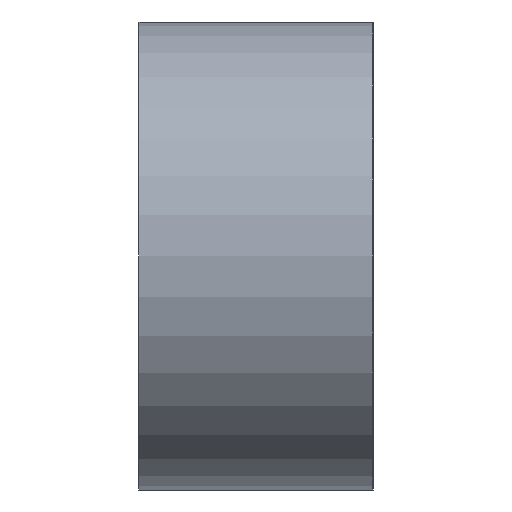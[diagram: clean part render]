
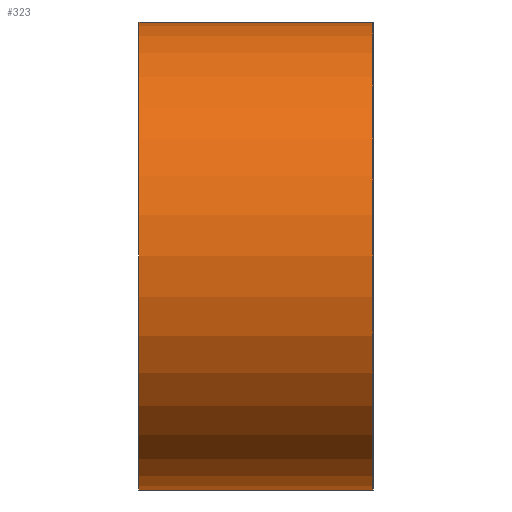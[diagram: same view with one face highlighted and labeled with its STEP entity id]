
A CAD part, left-side view. The second image highlights one B-rep face of the part: STEP entity #323.
In plain terms, the highlighted cylindrical face has radius 4 mm (diameter 8 mm), a partial arc.
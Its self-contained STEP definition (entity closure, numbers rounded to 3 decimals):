
#3 = CARTESIAN_POINT ( 'NONE',  ( -36., 4., -4. ) ) ;
#21 = CARTESIAN_POINT ( 'NONE',  ( -36., 4., -4. ) ) ;
#28 = VECTOR ( 'NONE', #269, 1000. ) ;
#37 = EDGE_CURVE ( 'NONE', #653, #952, #853, .T. ) ;
#168 = EDGE_CURVE ( 'NONE', #445, #952, #327, .T. ) ;
#170 = CARTESIAN_POINT ( 'NONE',  ( -36., 0., 4. ) ) ;
#171 = VECTOR ( 'NONE', #319, 1000. ) ;
#206 = ORIENTED_EDGE ( 'NONE', *, *, #864, .T. ) ;
#265 = ORIENTED_EDGE ( 'NONE', *, *, #37, .F. ) ;
#269 = DIRECTION ( 'NONE',  ( 0., -1., 0. ) ) ;
#319 = DIRECTION ( 'NONE',  ( 0., -1., 0. ) ) ;
#323 = ADVANCED_FACE ( 'NONE', ( #537 ), #490, .T. ) ;
#327 = CIRCLE ( 'NONE', #380, 4. ) ;
#369 = DIRECTION ( 'NONE',  ( 0., 0., 1. ) ) ;
#380 = AXIS2_PLACEMENT_3D ( 'NONE', #535, #750, #369 ) ;
#402 = CARTESIAN_POINT ( 'NONE',  ( -36., 4., 4. ) ) ;
#410 = CARTESIAN_POINT ( 'NONE',  ( -36., 0., -4. ) ) ;
#415 = CIRCLE ( 'NONE', #940, 4. ) ;
#420 = EDGE_LOOP ( 'NONE', ( #507, #265, #495, #206 ) ) ;
#442 = DIRECTION ( 'NONE',  ( 0., 1., 0. ) ) ;
#445 = VERTEX_POINT ( 'NONE', #410 ) ;
#490 = CYLINDRICAL_SURFACE ( 'NONE', #713, 4. ) ;
#495 = ORIENTED_EDGE ( 'NONE', *, *, #774, .F. ) ;
#507 = ORIENTED_EDGE ( 'NONE', *, *, #168, .T. ) ;
#522 = CARTESIAN_POINT ( 'NONE',  ( -36., 4., 0. ) ) ;
#535 = CARTESIAN_POINT ( 'NONE',  ( -36., 0., 0. ) ) ;
#537 = FACE_OUTER_BOUND ( 'NONE', #420, .T. ) ;
#549 = DIRECTION ( 'NONE',  ( 0., 0., -1. ) ) ;
#624 = DIRECTION ( 'NONE',  ( 0., -1., 0. ) ) ;
#653 = VERTEX_POINT ( 'NONE', #980 ) ;
#671 = DIRECTION ( 'NONE',  ( 0., 0., 1. ) ) ;
#690 = LINE ( 'NONE', #21, #171 ) ;
#713 = AXIS2_PLACEMENT_3D ( 'NONE', #850, #624, #549 ) ;
#720 = VERTEX_POINT ( 'NONE', #3 ) ;
#750 = DIRECTION ( 'NONE',  ( 0., 1., 0. ) ) ;
#774 = EDGE_CURVE ( 'NONE', #720, #653, #415, .T. ) ;
#850 = CARTESIAN_POINT ( 'NONE',  ( -36., 4., 0. ) ) ;
#853 = LINE ( 'NONE', #402, #28 ) ;
#864 = EDGE_CURVE ( 'NONE', #720, #445, #690, .T. ) ;
#940 = AXIS2_PLACEMENT_3D ( 'NONE', #522, #442, #671 ) ;
#952 = VERTEX_POINT ( 'NONE', #170 ) ;
#980 = CARTESIAN_POINT ( 'NONE',  ( -36., 4., 4. ) ) ;
